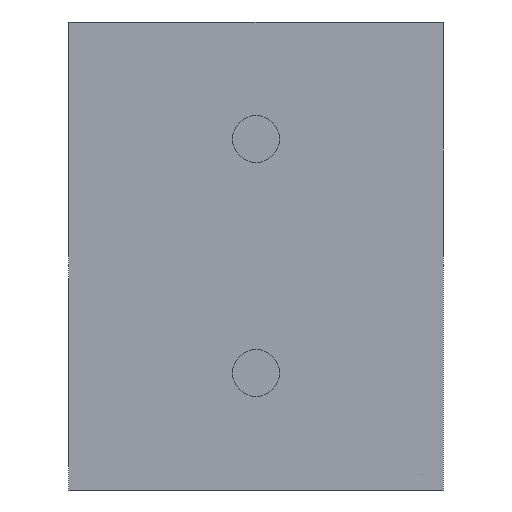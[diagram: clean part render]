
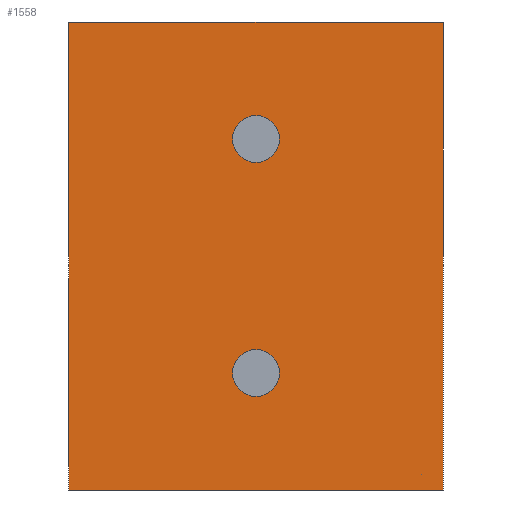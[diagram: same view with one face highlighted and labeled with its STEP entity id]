
A CAD part, front view. The second image highlights one B-rep face of the part: STEP entity #1558.
In plain terms, the highlighted planar face has unit normal (0, -1, 0).
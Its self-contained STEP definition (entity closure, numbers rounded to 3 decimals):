
#7 = DIRECTION ( 'NONE',  ( 0., 0., -1. ) ) ;
#28 = ORIENTED_EDGE ( 'NONE', *, *, #221, .T. ) ;
#102 = ORIENTED_EDGE ( 'NONE', *, *, #506, .F. ) ;
#137 = CARTESIAN_POINT ( 'NONE',  ( 0., -5., -7.5 ) ) ;
#150 = CARTESIAN_POINT ( 'NONE',  ( -4., -5., -10. ) ) ;
#156 = CIRCLE ( 'NONE', #315, 0.5 ) ;
#204 = DIRECTION ( 'NONE',  ( 0., 0., -1. ) ) ;
#218 = VECTOR ( 'NONE', #1654, 1000. ) ;
#221 = EDGE_CURVE ( 'NONE', #1544, #987, #408, .T. ) ;
#234 = DIRECTION ( 'NONE',  ( 0., -1., 0. ) ) ;
#258 = VERTEX_POINT ( 'NONE', #1191 ) ;
#289 = DIRECTION ( 'NONE',  ( 0., -1., 0. ) ) ;
#315 = AXIS2_PLACEMENT_3D ( 'NONE', #137, #289, #1346 ) ;
#319 = AXIS2_PLACEMENT_3D ( 'NONE', #1369, #1383, #1231 ) ;
#349 = VERTEX_POINT ( 'NONE', #1437 ) ;
#389 = VERTEX_POINT ( 'NONE', #602 ) ;
#408 = LINE ( 'NONE', #1051, #218 ) ;
#409 = CARTESIAN_POINT ( 'NONE',  ( -4., -5., 0. ) ) ;
#472 = EDGE_CURVE ( 'NONE', #1641, #1354, #1615, .T. ) ;
#477 = EDGE_CURVE ( 'NONE', #389, #349, #1352, .T. ) ;
#489 = VECTOR ( 'NONE', #1366, 1000. ) ;
#506 = EDGE_CURVE ( 'NONE', #349, #389, #1415, .T. ) ;
#572 = CARTESIAN_POINT ( 'NONE',  ( 4., -5., -10. ) ) ;
#602 = CARTESIAN_POINT ( 'NONE',  ( 0., -5., -3. ) ) ;
#616 = AXIS2_PLACEMENT_3D ( 'NONE', #1568, #234, #1586 ) ;
#654 = CARTESIAN_POINT ( 'NONE',  ( 0., -5., -2.5 ) ) ;
#691 = EDGE_CURVE ( 'NONE', #1111, #258, #1360, .T. ) ;
#697 = FACE_BOUND ( 'NONE', #826, .T. ) ;
#756 = LINE ( 'NONE', #150, #489 ) ;
#772 = CARTESIAN_POINT ( 'NONE',  ( 4., -5., 0. ) ) ;
#790 = DIRECTION ( 'NONE',  ( 0., -1., 0. ) ) ;
#791 = EDGE_CURVE ( 'NONE', #987, #1354, #1448, .T. ) ;
#820 = DIRECTION ( 'NONE',  ( 0., -1., 0. ) ) ;
#823 = PLANE ( 'NONE',  #616 ) ;
#826 = EDGE_LOOP ( 'NONE', ( #1230, #1521 ) ) ;
#839 = ORIENTED_EDGE ( 'NONE', *, *, #472, .F. ) ;
#879 = VECTOR ( 'NONE', #1768, 1000. ) ;
#944 = CARTESIAN_POINT ( 'NONE',  ( 4., -5., 0. ) ) ;
#987 = VERTEX_POINT ( 'NONE', #1234 ) ;
#1030 = FACE_OUTER_BOUND ( 'NONE', #1552, .T. ) ;
#1051 = CARTESIAN_POINT ( 'NONE',  ( 4., -5., -10. ) ) ;
#1111 = VERTEX_POINT ( 'NONE', #1263 ) ;
#1119 = CARTESIAN_POINT ( 'NONE',  ( 0., -5., -7.5 ) ) ;
#1172 = VECTOR ( 'NONE', #1827, 1000. ) ;
#1191 = CARTESIAN_POINT ( 'NONE',  ( 0., -5., -7. ) ) ;
#1197 = ORIENTED_EDGE ( 'NONE', *, *, #477, .F. ) ;
#1230 = ORIENTED_EDGE ( 'NONE', *, *, #1770, .F. ) ;
#1231 = DIRECTION ( 'NONE',  ( 0., 0., -1. ) ) ;
#1234 = CARTESIAN_POINT ( 'NONE',  ( 4., -5., -10. ) ) ;
#1263 = CARTESIAN_POINT ( 'NONE',  ( 0., -5., -8. ) ) ;
#1264 = CARTESIAN_POINT ( 'NONE',  ( -4., -5., -10. ) ) ;
#1346 = DIRECTION ( 'NONE',  ( 0., 0., -1. ) ) ;
#1349 = AXIS2_PLACEMENT_3D ( 'NONE', #654, #790, #7 ) ;
#1352 = CIRCLE ( 'NONE', #1349, 0.5 ) ;
#1354 = VERTEX_POINT ( 'NONE', #944 ) ;
#1360 = CIRCLE ( 'NONE', #1951, 0.5 ) ;
#1366 = DIRECTION ( 'NONE',  ( 0., 0., 1. ) ) ;
#1369 = CARTESIAN_POINT ( 'NONE',  ( 0., -5., -2.5 ) ) ;
#1383 = DIRECTION ( 'NONE',  ( 0., -1., 0. ) ) ;
#1415 = CIRCLE ( 'NONE', #319, 0.5 ) ;
#1437 = CARTESIAN_POINT ( 'NONE',  ( 0., -5., -2. ) ) ;
#1448 = LINE ( 'NONE', #572, #879 ) ;
#1521 = ORIENTED_EDGE ( 'NONE', *, *, #691, .F. ) ;
#1544 = VERTEX_POINT ( 'NONE', #1264 ) ;
#1552 = EDGE_LOOP ( 'NONE', ( #839, #1599, #28, #1773 ) ) ;
#1558 = ADVANCED_FACE ( 'NONE', ( #697, #1837, #1030 ), #823, .T. ) ;
#1568 = CARTESIAN_POINT ( 'NONE',  ( 4., -5., -10. ) ) ;
#1586 = DIRECTION ( 'NONE',  ( 0., 0., -1. ) ) ;
#1599 = ORIENTED_EDGE ( 'NONE', *, *, #1904, .F. ) ;
#1615 = LINE ( 'NONE', #772, #1172 ) ;
#1641 = VERTEX_POINT ( 'NONE', #409 ) ;
#1654 = DIRECTION ( 'NONE',  ( 1., 0., 0. ) ) ;
#1768 = DIRECTION ( 'NONE',  ( 0., 0., 1. ) ) ;
#1770 = EDGE_CURVE ( 'NONE', #258, #1111, #156, .T. ) ;
#1773 = ORIENTED_EDGE ( 'NONE', *, *, #791, .T. ) ;
#1827 = DIRECTION ( 'NONE',  ( 1., 0., 0. ) ) ;
#1837 = FACE_BOUND ( 'NONE', #1889, .T. ) ;
#1889 = EDGE_LOOP ( 'NONE', ( #102, #1197 ) ) ;
#1904 = EDGE_CURVE ( 'NONE', #1544, #1641, #756, .T. ) ;
#1951 = AXIS2_PLACEMENT_3D ( 'NONE', #1119, #820, #204 ) ;
